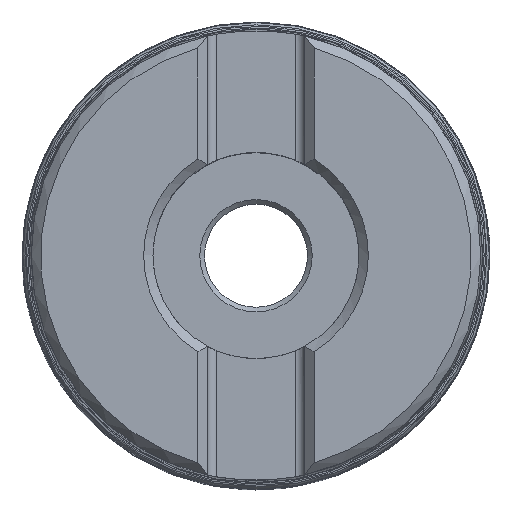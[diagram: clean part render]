
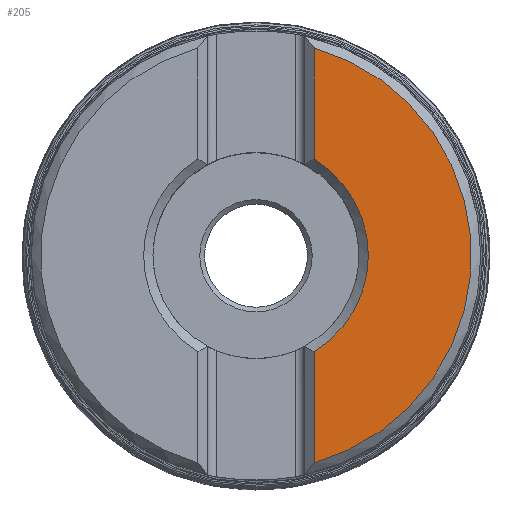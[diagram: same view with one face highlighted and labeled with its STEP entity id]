
A CAD part, top view. The second image highlights one B-rep face of the part: STEP entity #205.
In plain terms, the highlighted planar face has unit normal (0, 0, 1).
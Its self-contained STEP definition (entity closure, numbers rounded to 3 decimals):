
#59=PLANE('',#1159);
#75=FACE_OUTER_BOUND('',#565,.T.);
#95=LINE('',#1952,#119);
#96=LINE('',#1957,#120);
#119=VECTOR('',#1338,1.);
#120=VECTOR('',#1341,1.);
#205=ADVANCED_FACE('',(#75),#59,.F.);
#565=EDGE_LOOP('',(#705,#706,#707,#708));
#705=ORIENTED_EDGE('',*,*,#982,.F.);
#706=ORIENTED_EDGE('',*,*,#983,.F.);
#707=ORIENTED_EDGE('',*,*,#984,.F.);
#708=ORIENTED_EDGE('',*,*,#985,.T.);
#891=VERTEX_POINT('',#1953);
#892=VERTEX_POINT('',#1954);
#893=VERTEX_POINT('',#1956);
#894=VERTEX_POINT('',#1958);
#982=EDGE_CURVE('',#891,#892,#95,.T.);
#983=EDGE_CURVE('',#893,#891,#1089,.T.);
#984=EDGE_CURVE('',#894,#893,#96,.T.);
#985=EDGE_CURVE('',#894,#892,#1090,.T.);
#1089=CIRCLE('',#1157,23.);
#1090=CIRCLE('',#1158,12.);
#1157=AXIS2_PLACEMENT_3D('',#1955,#1339,#1340);
#1158=AXIS2_PLACEMENT_3D('',#1959,#1342,#1343);
#1159=AXIS2_PLACEMENT_3D('',#1960,#1344,#1345);
#1338=DIRECTION('',(0.,1.,0.));
#1339=DIRECTION('',(0.,0.,-1.));
#1340=DIRECTION('',(-1.,0.,0.));
#1341=DIRECTION('',(0.,1.,0.));
#1342=DIRECTION('',(0.,0.,-1.));
#1343=DIRECTION('',(-1.,0.,0.));
#1344=DIRECTION('',(0.,0.,-1.));
#1345=DIRECTION('',(-1.,0.,0.));
#1952=CARTESIAN_POINT('',(6.2,-25.,0.));
#1953=CARTESIAN_POINT('',(6.2,-22.149,0.));
#1954=CARTESIAN_POINT('',(6.2,-10.274,0.));
#1955=CARTESIAN_POINT('',(0.,0.,0.));
#1956=CARTESIAN_POINT('',(6.2,22.149,0.));
#1957=CARTESIAN_POINT('',(6.2,-25.,0.));
#1958=CARTESIAN_POINT('',(6.2,10.274,0.));
#1959=CARTESIAN_POINT('',(0.,0.,0.));
#1960=CARTESIAN_POINT('',(0.,0.,0.));
